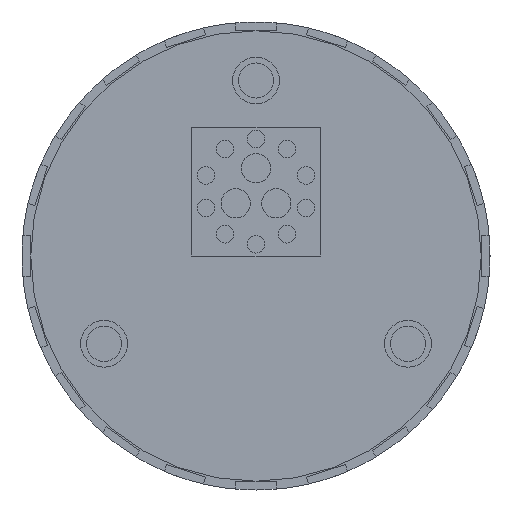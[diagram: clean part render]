
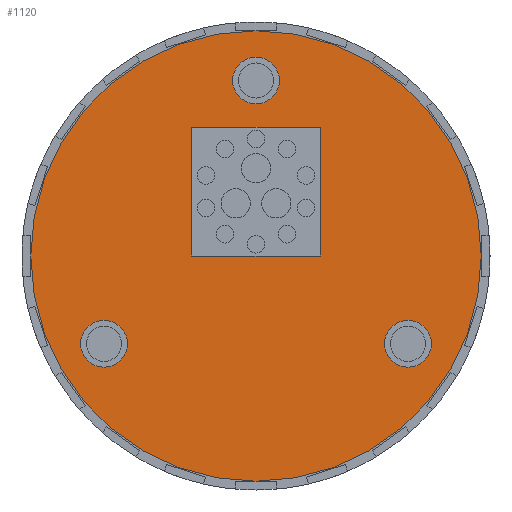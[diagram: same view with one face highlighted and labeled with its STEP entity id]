
A CAD part, front view. The second image highlights one B-rep face of the part: STEP entity #1120.
In plain terms, the highlighted planar face has unit normal (0, -1, 0).
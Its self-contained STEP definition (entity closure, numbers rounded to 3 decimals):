
#52 = DIRECTION ( 'NONE',  ( 0., 0., -1. ) ) ;
#196 = ORIENTED_EDGE ( 'NONE', *, *, #1500, .F. ) ;
#199 = CIRCLE ( 'NONE', #4369, 2. ) ;
#233 = CARTESIAN_POINT ( 'NONE',  ( 5.5, 0., 11. ) ) ;
#259 = VECTOR ( 'NONE', #2870, 1000. ) ;
#397 = VERTEX_POINT ( 'NONE', #648 ) ;
#419 = LINE ( 'NONE', #233, #259 ) ;
#608 = FACE_BOUND ( 'NONE', #4670, .T. ) ;
#648 = CARTESIAN_POINT ( 'NONE',  ( 5.5, 0., 0. ) ) ;
#674 = ORIENTED_EDGE ( 'NONE', *, *, #2231, .F. ) ;
#676 = EDGE_CURVE ( 'NONE', #6025, #757, #5300, .T. ) ;
#685 = CARTESIAN_POINT ( 'NONE',  ( 0., 0., -19.25 ) ) ;
#757 = VERTEX_POINT ( 'NONE', #5336 ) ;
#814 = AXIS2_PLACEMENT_3D ( 'NONE', #1603, #5287, #2119 ) ;
#822 = CARTESIAN_POINT ( 'NONE',  ( -12.99, 0., -9.5 ) ) ;
#854 = CARTESIAN_POINT ( 'NONE',  ( 0., 0., 0. ) ) ;
#1120 = ADVANCED_FACE ( 'NONE', ( #4807, #608, #1996, #6056, #4653 ), #5074, .F. ) ;
#1213 = CARTESIAN_POINT ( 'NONE',  ( 12.99, 0., -7.5 ) ) ;
#1243 = CARTESIAN_POINT ( 'NONE',  ( -12.99, 0., -7.5 ) ) ;
#1260 = VECTOR ( 'NONE', #3592, 1000. ) ;
#1305 = CARTESIAN_POINT ( 'NONE',  ( -5.5, 0., 0. ) ) ;
#1364 = ORIENTED_EDGE ( 'NONE', *, *, #2513, .F. ) ;
#1367 = VERTEX_POINT ( 'NONE', #2125 ) ;
#1500 = EDGE_CURVE ( 'NONE', #1367, #5275, #2913, .T. ) ;
#1603 = CARTESIAN_POINT ( 'NONE',  ( 0., 0., 0. ) ) ;
#1655 = AXIS2_PLACEMENT_3D ( 'NONE', #1243, #4938, #1778 ) ;
#1661 = AXIS2_PLACEMENT_3D ( 'NONE', #854, #5607, #2444 ) ;
#1744 = DIRECTION ( 'NONE',  ( 0., 0., -1. ) ) ;
#1778 = DIRECTION ( 'NONE',  ( 0., 0., -1. ) ) ;
#1813 = DIRECTION ( 'NONE',  ( 0., -1., 0. ) ) ;
#1837 = CARTESIAN_POINT ( 'NONE',  ( -5.5, 0., 0. ) ) ;
#1865 = CARTESIAN_POINT ( 'NONE',  ( 0., 0., 19.25 ) ) ;
#1867 = VERTEX_POINT ( 'NONE', #5003 ) ;
#1927 = VERTEX_POINT ( 'NONE', #822 ) ;
#1992 = CARTESIAN_POINT ( 'NONE',  ( -5.5, 0., 11. ) ) ;
#1996 = FACE_BOUND ( 'NONE', #6163, .T. ) ;
#2119 = DIRECTION ( 'NONE',  ( 0., 0., 1. ) ) ;
#2125 = CARTESIAN_POINT ( 'NONE',  ( 12.99, 0., -9.5 ) ) ;
#2136 = CARTESIAN_POINT ( 'NONE',  ( -12.99, 0., -7.5 ) ) ;
#2139 = ORIENTED_EDGE ( 'NONE', *, *, #3470, .F. ) ;
#2142 = DIRECTION ( 'NONE',  ( 0., -1., 0. ) ) ;
#2187 = CARTESIAN_POINT ( 'NONE',  ( 5.5, 0., 11. ) ) ;
#2231 = EDGE_CURVE ( 'NONE', #4208, #1927, #199, .T. ) ;
#2315 = LINE ( 'NONE', #1305, #3886 ) ;
#2444 = DIRECTION ( 'NONE',  ( 0., 0., 1. ) ) ;
#2486 = ORIENTED_EDGE ( 'NONE', *, *, #676, .F. ) ;
#2513 = EDGE_CURVE ( 'NONE', #397, #3520, #419, .T. ) ;
#2577 = VECTOR ( 'NONE', #52, 1000. ) ;
#2620 = CARTESIAN_POINT ( 'NONE',  ( 0., 0., 15. ) ) ;
#2631 = CIRCLE ( 'NONE', #1655, 2. ) ;
#2663 = LINE ( 'NONE', #1992, #1260 ) ;
#2677 = DIRECTION ( 'NONE',  ( 0., 0., -1. ) ) ;
#2706 = CARTESIAN_POINT ( 'NONE',  ( 0., 0., 0. ) ) ;
#2730 = EDGE_LOOP ( 'NONE', ( #2139, #2486 ) ) ;
#2781 = EDGE_CURVE ( 'NONE', #6102, #5573, #6254, .T. ) ;
#2870 = DIRECTION ( 'NONE',  ( 0., 0., 1. ) ) ;
#2913 = CIRCLE ( 'NONE', #3126, 2. ) ;
#2968 = CARTESIAN_POINT ( 'NONE',  ( 12.99, 0., -5.5 ) ) ;
#3126 = AXIS2_PLACEMENT_3D ( 'NONE', #1213, #4910, #1744 ) ;
#3151 = ORIENTED_EDGE ( 'NONE', *, *, #3496, .F. ) ;
#3157 = DIRECTION ( 'NONE',  ( 0., 0., -1. ) ) ;
#3241 = DIRECTION ( 'NONE',  ( 0., 0., 1. ) ) ;
#3296 = EDGE_LOOP ( 'NONE', ( #3151, #6593 ) ) ;
#3383 = CARTESIAN_POINT ( 'NONE',  ( 0., 0., 17. ) ) ;
#3470 = EDGE_CURVE ( 'NONE', #757, #6025, #5674, .T. ) ;
#3496 = EDGE_CURVE ( 'NONE', #5573, #6102, #6729, .T. ) ;
#3520 = VERTEX_POINT ( 'NONE', #2187 ) ;
#3592 = DIRECTION ( 'NONE',  ( -1., 0., 0. ) ) ;
#3597 = AXIS2_PLACEMENT_3D ( 'NONE', #5307, #2142, #5854 ) ;
#3665 = ORIENTED_EDGE ( 'NONE', *, *, #6304, .F. ) ;
#3831 = ORIENTED_EDGE ( 'NONE', *, *, #5199, .F. ) ;
#3886 = VECTOR ( 'NONE', #5002, 1000. ) ;
#4034 = AXIS2_PLACEMENT_3D ( 'NONE', #4976, #1813, #5505 ) ;
#4208 = VERTEX_POINT ( 'NONE', #4293 ) ;
#4293 = CARTESIAN_POINT ( 'NONE',  ( -12.99, 0., -5.5 ) ) ;
#4369 = AXIS2_PLACEMENT_3D ( 'NONE', #2136, #5850, #2677 ) ;
#4595 = ORIENTED_EDGE ( 'NONE', *, *, #6634, .F. ) ;
#4653 = FACE_OUTER_BOUND ( 'NONE', #3296, .T. ) ;
#4665 = AXIS2_PLACEMENT_3D ( 'NONE', #2706, #6397, #3241 ) ;
#4670 = EDGE_LOOP ( 'NONE', ( #5038, #674 ) ) ;
#4807 = FACE_BOUND ( 'NONE', #6258, .T. ) ;
#4910 = DIRECTION ( 'NONE',  ( 0., -1., 0. ) ) ;
#4938 = DIRECTION ( 'NONE',  ( 0., -1., 0. ) ) ;
#4976 = CARTESIAN_POINT ( 'NONE',  ( 12.99, 0., -7.5 ) ) ;
#5002 = DIRECTION ( 'NONE',  ( 1., 0., 0. ) ) ;
#5003 = CARTESIAN_POINT ( 'NONE',  ( -5.5, 0., 11. ) ) ;
#5038 = ORIENTED_EDGE ( 'NONE', *, *, #6014, .F. ) ;
#5074 = PLANE ( 'NONE',  #1661 ) ;
#5199 = EDGE_CURVE ( 'NONE', #5207, #397, #2315, .T. ) ;
#5207 = VERTEX_POINT ( 'NONE', #1837 ) ;
#5275 = VERTEX_POINT ( 'NONE', #2968 ) ;
#5283 = CARTESIAN_POINT ( 'NONE',  ( -5.5, 0., 11. ) ) ;
#5287 = DIRECTION ( 'NONE',  ( 0., 1., 0. ) ) ;
#5300 = CIRCLE ( 'NONE', #6647, 2. ) ;
#5307 = CARTESIAN_POINT ( 'NONE',  ( 0., 0., 15. ) ) ;
#5336 = CARTESIAN_POINT ( 'NONE',  ( 0., 0., 13. ) ) ;
#5417 = ORIENTED_EDGE ( 'NONE', *, *, #6451, .F. ) ;
#5505 = DIRECTION ( 'NONE',  ( 0., 0., -1. ) ) ;
#5573 = VERTEX_POINT ( 'NONE', #685 ) ;
#5607 = DIRECTION ( 'NONE',  ( 0., 1., 0. ) ) ;
#5674 = CIRCLE ( 'NONE', #3597, 2. ) ;
#5850 = DIRECTION ( 'NONE',  ( 0., -1., 0. ) ) ;
#5854 = DIRECTION ( 'NONE',  ( 0., 0., -1. ) ) ;
#5964 = CIRCLE ( 'NONE', #4034, 2. ) ;
#6014 = EDGE_CURVE ( 'NONE', #1927, #4208, #2631, .T. ) ;
#6025 = VERTEX_POINT ( 'NONE', #3383 ) ;
#6056 = FACE_BOUND ( 'NONE', #2730, .T. ) ;
#6102 = VERTEX_POINT ( 'NONE', #1865 ) ;
#6163 = EDGE_LOOP ( 'NONE', ( #196, #4595 ) ) ;
#6254 = CIRCLE ( 'NONE', #814, 19.25 ) ;
#6258 = EDGE_LOOP ( 'NONE', ( #3665, #1364, #3831, #5417 ) ) ;
#6304 = EDGE_CURVE ( 'NONE', #3520, #1867, #2663, .T. ) ;
#6310 = DIRECTION ( 'NONE',  ( 0., -1., 0. ) ) ;
#6397 = DIRECTION ( 'NONE',  ( 0., 1., 0. ) ) ;
#6451 = EDGE_CURVE ( 'NONE', #1867, #5207, #6772, .T. ) ;
#6593 = ORIENTED_EDGE ( 'NONE', *, *, #2781, .F. ) ;
#6634 = EDGE_CURVE ( 'NONE', #5275, #1367, #5964, .T. ) ;
#6647 = AXIS2_PLACEMENT_3D ( 'NONE', #2620, #6310, #3157 ) ;
#6729 = CIRCLE ( 'NONE', #4665, 19.25 ) ;
#6772 = LINE ( 'NONE', #5283, #2577 ) ;
